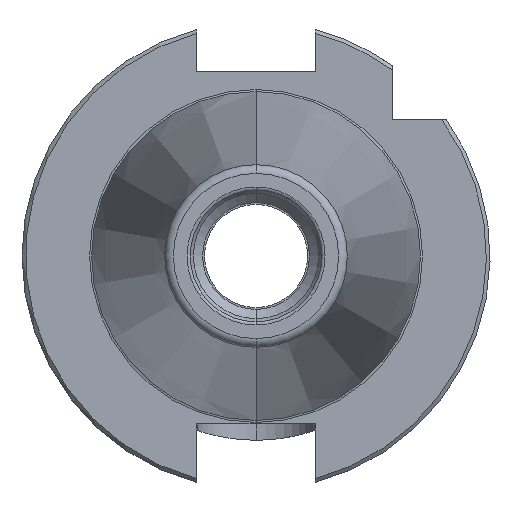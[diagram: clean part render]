
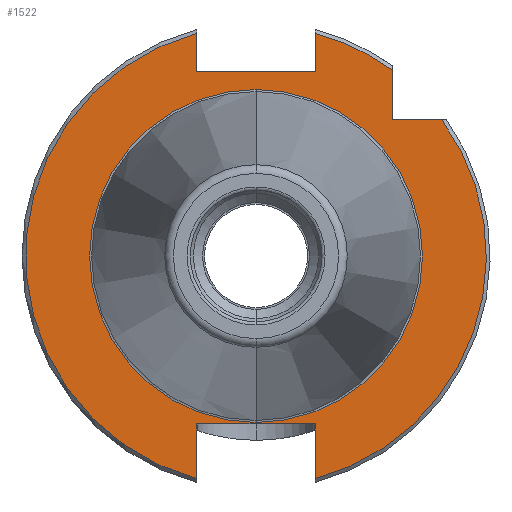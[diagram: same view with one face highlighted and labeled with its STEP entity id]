
A CAD part, left-side view. The second image highlights one B-rep face of the part: STEP entity #1522.
In plain terms, the highlighted planar face has unit normal (-1, 0, 0).
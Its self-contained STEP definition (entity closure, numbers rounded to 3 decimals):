
#27 = CARTESIAN_POINT ( 'NONE',  ( 71.6, 8.05, -30.221 ) ) ;
#41 = VECTOR ( 'NONE', #3481, 1000. ) ;
#48 = VERTEX_POINT ( 'NONE', #978 ) ;
#64 = AXIS2_PLACEMENT_3D ( 'NONE', #163, #2170, #432 ) ;
#101 = CARTESIAN_POINT ( 'NONE',  ( 71.6, 0., 0. ) ) ;
#137 = LINE ( 'NONE', #855, #41 ) ;
#163 = CARTESIAN_POINT ( 'NONE',  ( 71.6, 0., 0. ) ) ;
#192 = VERTEX_POINT ( 'NONE', #965 ) ;
#210 = VECTOR ( 'NONE', #3470, 1000. ) ;
#232 = VERTEX_POINT ( 'NONE', #1008 ) ;
#261 = EDGE_LOOP ( 'NONE', ( #589, #774, #1917, #2216, #2344, #2375, #1055, #1403, #1617, #1665, #1489 ) ) ;
#271 = DIRECTION ( 'NONE',  ( 0., 0., -1. ) ) ;
#292 = DIRECTION ( 'NONE',  ( 0., 1., 0. ) ) ;
#306 = FACE_BOUND ( 'NONE', #1626, .T. ) ;
#366 = DIRECTION ( 'NONE',  ( 0., 0., -1. ) ) ;
#432 = DIRECTION ( 'NONE',  ( 0., 0., -1. ) ) ;
#446 = AXIS2_PLACEMENT_3D ( 'NONE', #2899, #1215, #3218 ) ;
#553 = DIRECTION ( 'NONE',  ( 0., 0., 1. ) ) ;
#561 = CARTESIAN_POINT ( 'NONE',  ( 71.6, -8.05, 25. ) ) ;
#575 = CARTESIAN_POINT ( 'NONE',  ( 71.6, 8.05, -22.8 ) ) ;
#589 = ORIENTED_EDGE ( 'NONE', *, *, #3214, .F. ) ;
#600 = DIRECTION ( 'NONE',  ( 0., 0., 1. ) ) ;
#615 = DIRECTION ( 'NONE',  ( -1., 0., 0. ) ) ;
#635 = CARTESIAN_POINT ( 'NONE',  ( 71.6, 22.6, 0. ) ) ;
#695 = VECTOR ( 'NONE', #292, 1000. ) ;
#701 = PLANE ( 'NONE',  #922 ) ;
#774 = ORIENTED_EDGE ( 'NONE', *, *, #3221, .F. ) ;
#823 = VERTEX_POINT ( 'NONE', #2736 ) ;
#855 = CARTESIAN_POINT ( 'NONE',  ( 71.6, 8.05, -22.8 ) ) ;
#922 = AXIS2_PLACEMENT_3D ( 'NONE', #635, #615, #600 ) ;
#965 = CARTESIAN_POINT ( 'NONE',  ( 71.6, -18.5, 18.5 ) ) ;
#978 = CARTESIAN_POINT ( 'NONE',  ( 71.6, -25.217, 18.5 ) ) ;
#983 = LINE ( 'NONE', #1428, #210 ) ;
#1008 = CARTESIAN_POINT ( 'NONE',  ( 71.6, 8.05, 25. ) ) ;
#1038 = VERTEX_POINT ( 'NONE', #1861 ) ;
#1055 = ORIENTED_EDGE ( 'NONE', *, *, #3211, .F. ) ;
#1081 = VECTOR ( 'NONE', #2524, 1000. ) ;
#1151 = VERTEX_POINT ( 'NONE', #1682 ) ;
#1161 = DIRECTION ( 'NONE',  ( 0., 0., -1. ) ) ;
#1179 = CARTESIAN_POINT ( 'NONE',  ( 71.6, -8.05, 0. ) ) ;
#1215 = DIRECTION ( 'NONE',  ( 1., 0., 0. ) ) ;
#1322 = CIRCLE ( 'NONE', #64, 31.275 ) ;
#1403 = ORIENTED_EDGE ( 'NONE', *, *, #3264, .F. ) ;
#1428 = CARTESIAN_POINT ( 'NONE',  ( 71.6, -18.5, 0. ) ) ;
#1468 = CARTESIAN_POINT ( 'NONE',  ( 71.6, 0., 0. ) ) ;
#1480 = LINE ( 'NONE', #1179, #2150 ) ;
#1489 = ORIENTED_EDGE ( 'NONE', *, *, #2428, .F. ) ;
#1522 = ADVANCED_FACE ( 'NONE', ( #3300, #306 ), #701, .T. ) ;
#1559 = AXIS2_PLACEMENT_3D ( 'NONE', #101, #2101, #366 ) ;
#1576 = VECTOR ( 'NONE', #1161, 1000. ) ;
#1601 = CARTESIAN_POINT ( 'NONE',  ( 71.6, 0., 22.6 ) ) ;
#1617 = ORIENTED_EDGE ( 'NONE', *, *, #3276, .F. ) ;
#1626 = EDGE_LOOP ( 'NONE', ( #2691, #3244 ) ) ;
#1664 = VECTOR ( 'NONE', #2287, 1000. ) ;
#1665 = ORIENTED_EDGE ( 'NONE', *, *, #3286, .F. ) ;
#1682 = CARTESIAN_POINT ( 'NONE',  ( 71.6, -18.5, 25.217 ) ) ;
#1713 = CARTESIAN_POINT ( 'NONE',  ( 71.6, -36.79, 18.5 ) ) ;
#1745 = DIRECTION ( 'NONE',  ( 0., 0., 1. ) ) ;
#1762 = DIRECTION ( 'NONE',  ( 0., 0., -1. ) ) ;
#1846 = LINE ( 'NONE', #1713, #1081 ) ;
#1861 = CARTESIAN_POINT ( 'NONE',  ( 71.6, 0., -22.6 ) ) ;
#1917 = ORIENTED_EDGE ( 'NONE', *, *, #2784, .F. ) ;
#1932 = LINE ( 'NONE', #3144, #2399 ) ;
#1996 = DIRECTION ( 'NONE',  ( 1., 0., 0. ) ) ;
#2059 = EDGE_CURVE ( 'NONE', #2439, #1038, #2898, .T. ) ;
#2101 = DIRECTION ( 'NONE',  ( 1., 0., 0. ) ) ;
#2130 = CARTESIAN_POINT ( 'NONE',  ( 71.6, -8.05, 30.221 ) ) ;
#2150 = VECTOR ( 'NONE', #1745, 1000. ) ;
#2170 = DIRECTION ( 'NONE',  ( 1., 0., 0. ) ) ;
#2216 = ORIENTED_EDGE ( 'NONE', *, *, #3236, .F. ) ;
#2231 = LINE ( 'NONE', #575, #695 ) ;
#2287 = DIRECTION ( 'NONE',  ( 0., -1., 0. ) ) ;
#2344 = ORIENTED_EDGE ( 'NONE', *, *, #3247, .F. ) ;
#2375 = ORIENTED_EDGE ( 'NONE', *, *, #3256, .F. ) ;
#2399 = VECTOR ( 'NONE', #553, 1000. ) ;
#2400 = VERTEX_POINT ( 'NONE', #2409 ) ;
#2409 = CARTESIAN_POINT ( 'NONE',  ( 71.6, -8.05, -22.8 ) ) ;
#2428 = EDGE_CURVE ( 'NONE', #48, #2718, #1322, .T. ) ;
#2439 = VERTEX_POINT ( 'NONE', #1601 ) ;
#2524 = DIRECTION ( 'NONE',  ( 0., -1., 0. ) ) ;
#2551 = CARTESIAN_POINT ( 'NONE',  ( 71.6, 8.05, 0. ) ) ;
#2691 = ORIENTED_EDGE ( 'NONE', *, *, #3301, .T. ) ;
#2718 = VERTEX_POINT ( 'NONE', #3212 ) ;
#2736 = CARTESIAN_POINT ( 'NONE',  ( 71.6, 8.05, -22.8 ) ) ;
#2784 = EDGE_CURVE ( 'NONE', #3463, #1151, #2997, .T. ) ;
#2884 = CIRCLE ( 'NONE', #3450, 22.6 ) ;
#2898 = CIRCLE ( 'NONE', #446, 22.6 ) ;
#2899 = CARTESIAN_POINT ( 'NONE',  ( 71.6, 0., 0. ) ) ;
#2928 = VERTEX_POINT ( 'NONE', #3377 ) ;
#2997 = CIRCLE ( 'NONE', #1559, 31.275 ) ;
#3030 = VERTEX_POINT ( 'NONE', #3361 ) ;
#3144 = CARTESIAN_POINT ( 'NONE',  ( 71.6, -8.05, 25. ) ) ;
#3183 = LINE ( 'NONE', #561, #1664 ) ;
#3211 = EDGE_CURVE ( 'NONE', #3299, #2928, #3396, .T. ) ;
#3212 = CARTESIAN_POINT ( 'NONE',  ( 71.6, -8.05, -30.221 ) ) ;
#3214 = EDGE_CURVE ( 'NONE', #192, #48, #1846, .T. ) ;
#3218 = DIRECTION ( 'NONE',  ( 0., 0., -1. ) ) ;
#3221 = EDGE_CURVE ( 'NONE', #1151, #192, #983, .T. ) ;
#3236 = EDGE_CURVE ( 'NONE', #3030, #3463, #1932, .T. ) ;
#3244 = ORIENTED_EDGE ( 'NONE', *, *, #2059, .T. ) ;
#3247 = EDGE_CURVE ( 'NONE', #232, #3030, #3183, .T. ) ;
#3256 = EDGE_CURVE ( 'NONE', #2928, #232, #3297, .T. ) ;
#3264 = EDGE_CURVE ( 'NONE', #823, #3299, #137, .T. ) ;
#3276 = EDGE_CURVE ( 'NONE', #2400, #823, #2231, .T. ) ;
#3286 = EDGE_CURVE ( 'NONE', #2718, #2400, #1480, .T. ) ;
#3297 = LINE ( 'NONE', #2551, #1576 ) ;
#3299 = VERTEX_POINT ( 'NONE', #27 ) ;
#3300 = FACE_OUTER_BOUND ( 'NONE', #261, .T. ) ;
#3301 = EDGE_CURVE ( 'NONE', #1038, #2439, #2884, .T. ) ;
#3361 = CARTESIAN_POINT ( 'NONE',  ( 71.6, -8.05, 25. ) ) ;
#3377 = CARTESIAN_POINT ( 'NONE',  ( 71.6, 8.05, 30.221 ) ) ;
#3396 = CIRCLE ( 'NONE', #3505, 31.275 ) ;
#3450 = AXIS2_PLACEMENT_3D ( 'NONE', #1468, #3514, #1762 ) ;
#3463 = VERTEX_POINT ( 'NONE', #2130 ) ;
#3470 = DIRECTION ( 'NONE',  ( 0., 0., -1. ) ) ;
#3481 = DIRECTION ( 'NONE',  ( 0., 0., -1. ) ) ;
#3505 = AXIS2_PLACEMENT_3D ( 'NONE', #3770, #1996, #271 ) ;
#3514 = DIRECTION ( 'NONE',  ( 1., 0., 0. ) ) ;
#3770 = CARTESIAN_POINT ( 'NONE',  ( 71.6, 0., 0. ) ) ;
